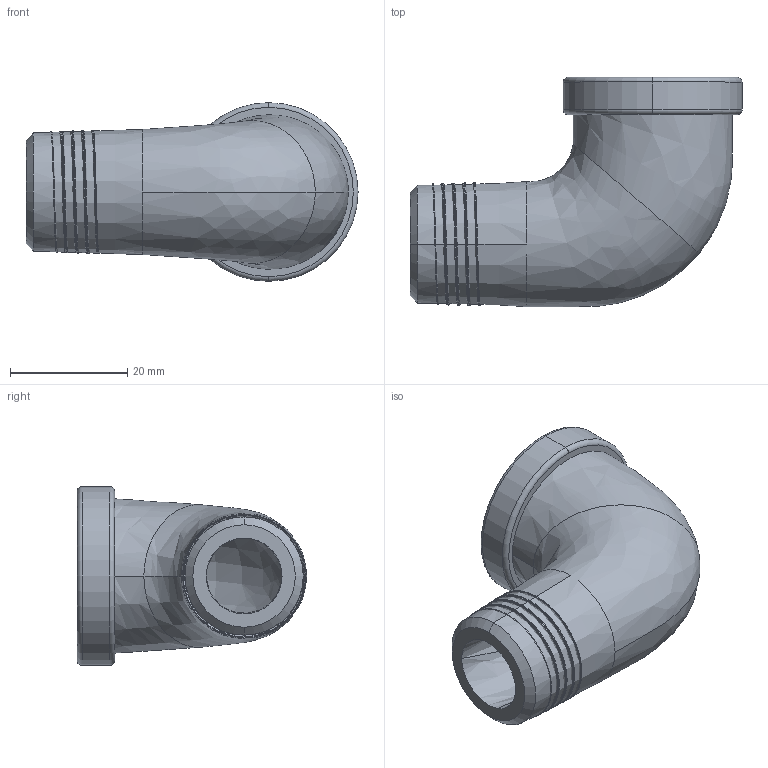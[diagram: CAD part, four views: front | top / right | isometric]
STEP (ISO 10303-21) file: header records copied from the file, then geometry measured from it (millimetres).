
FILE_DESCRIPTION (( 'STEP AP203' ), '1' );
FILE_NAME ('5374N46_NO THREADS_Low-Pressure Iron Pipe Fitting with Sealant.STEP', '2024-06-07T12:18:48', ( 'Administrator' ), ( 'Managed by Terraform' ), 'SwSTEP 2.0', 'SolidWorks 2017', '' );
FILE_SCHEMA (( 'CONFIG_CONTROL_DESIGN' ));
Length unit declared in the file: inch
Products named in the file (1): 5374N46_NO THREADS_Low-Pressure Iron Pipe Fitting with Sealant
Bounding box: 56.64 x 39.12 x 30.48 mm (x, y, z)
Volume: 12419 mm3; surface area: 10389.9 mm2
Topology: 2 solids, 2 shells, 36 faces, 81 edges, 50 vertices
Faces by surface type: bspline 17, cone 8, plane 5, torus 4, cylinder 2
Entity records: 6431 total; most frequent: CARTESIAN_POINT 5645, ORIENTED_EDGE 162, DIRECTION 114, EDGE_CURVE 81, VERTEX_POINT 50, AXIS2_PLACEMENT_3D 49, EDGE_LOOP 39, ADVANCED_FACE 36
